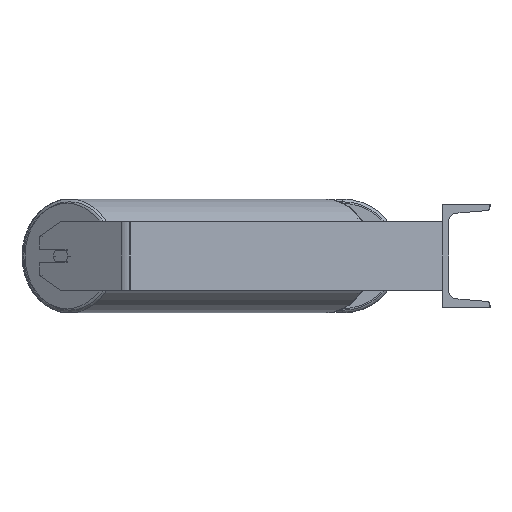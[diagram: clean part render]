
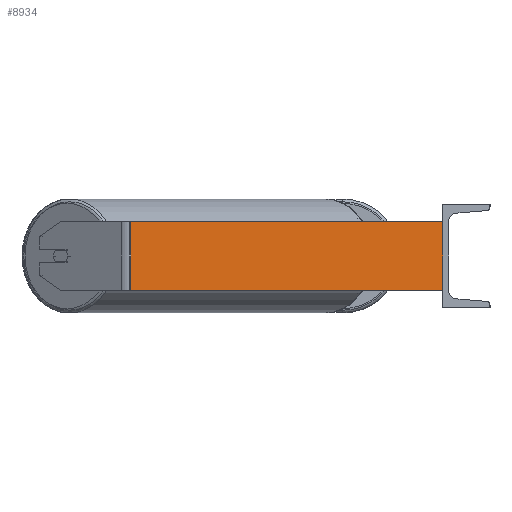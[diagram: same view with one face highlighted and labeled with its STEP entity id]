
A CAD part, left-side view. The second image highlights one B-rep face of the part: STEP entity #8934.
In plain terms, the highlighted planar face has unit normal (-0.996, -0.087, 0).
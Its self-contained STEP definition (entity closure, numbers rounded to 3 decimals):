
#24 = ORIENTED_EDGE ( 'NONE', *, *, #6942, .T. ) ;
#1228 = VERTEX_POINT ( 'NONE', #7153 ) ;
#1262 = CARTESIAN_POINT ( 'NONE',  ( -785., 0., 40. ) ) ;
#1951 = DIRECTION ( 'NONE',  ( 0., 0., -1. ) ) ;
#2593 = DIRECTION ( 'NONE',  ( 0.087, -0.996, 0. ) ) ;
#2684 = LINE ( 'NONE', #1262, #4820 ) ;
#3360 = AXIS2_PLACEMENT_3D ( 'NONE', #5847, #6588, #5885 ) ;
#3759 = PLANE ( 'NONE',  #3360 ) ;
#3915 = VECTOR ( 'NONE', #2593, 1000. ) ;
#4383 = EDGE_CURVE ( 'NONE', #8181, #5336, #8094, .T. ) ;
#4568 = VERTEX_POINT ( 'NONE', #4614 ) ;
#4588 = EDGE_CURVE ( 'NONE', #5336, #1228, #2684, .T. ) ;
#4614 = CARTESIAN_POINT ( 'NONE',  ( -816.883, 364.426, -40. ) ) ;
#4676 = CARTESIAN_POINT ( 'NONE',  ( -817.391, 370.228, 40. ) ) ;
#4820 = VECTOR ( 'NONE', #1951, 1000. ) ;
#4908 = ORIENTED_EDGE ( 'NONE', *, *, #4383, .F. ) ;
#4961 = ORIENTED_EDGE ( 'NONE', *, *, #8130, .T. ) ;
#5146 = LINE ( 'NONE', #5238, #8939 ) ;
#5238 = CARTESIAN_POINT ( 'NONE',  ( -816.883, 364.426, 40. ) ) ;
#5250 = VECTOR ( 'NONE', #6746, 1000. ) ;
#5336 = VERTEX_POINT ( 'NONE', #6717 ) ;
#5393 = EDGE_LOOP ( 'NONE', ( #4961, #6107, #4908, #24 ) ) ;
#5847 = CARTESIAN_POINT ( 'NONE',  ( -817.391, 370.228, 40. ) ) ;
#5885 = DIRECTION ( 'NONE',  ( -0.087, 0.996, 0. ) ) ;
#6107 = ORIENTED_EDGE ( 'NONE', *, *, #4588, .F. ) ;
#6588 = DIRECTION ( 'NONE',  ( 0.996, 0.087, 0. ) ) ;
#6717 = CARTESIAN_POINT ( 'NONE',  ( -785., 0., 40. ) ) ;
#6746 = DIRECTION ( 'NONE',  ( 0.087, -0.996, 0. ) ) ;
#6942 = EDGE_CURVE ( 'NONE', #8181, #4568, #5146, .T. ) ;
#7153 = CARTESIAN_POINT ( 'NONE',  ( -785., 0., -40. ) ) ;
#7431 = CARTESIAN_POINT ( 'NONE',  ( -817.391, 370.228, -40. ) ) ;
#7470 = FACE_OUTER_BOUND ( 'NONE', #5393, .T. ) ;
#7542 = CARTESIAN_POINT ( 'NONE',  ( -816.883, 364.426, 40. ) ) ;
#8068 = DIRECTION ( 'NONE',  ( 0., 0., -1. ) ) ;
#8094 = LINE ( 'NONE', #4676, #5250 ) ;
#8130 = EDGE_CURVE ( 'NONE', #4568, #1228, #8920, .T. ) ;
#8181 = VERTEX_POINT ( 'NONE', #7542 ) ;
#8920 = LINE ( 'NONE', #7431, #3915 ) ;
#8934 = ADVANCED_FACE ( 'NONE', ( #7470 ), #3759, .F. ) ;
#8939 = VECTOR ( 'NONE', #8068, 1000. ) ;
